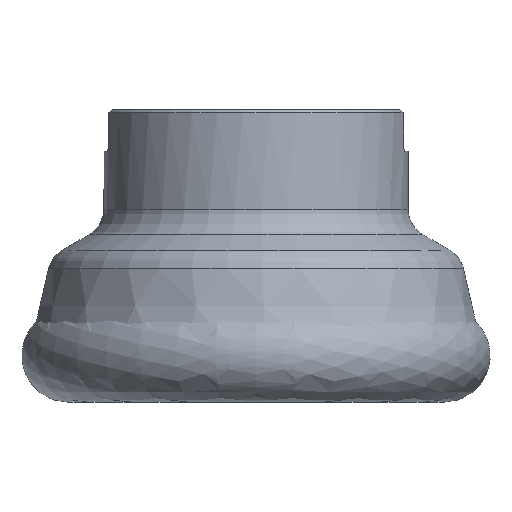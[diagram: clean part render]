
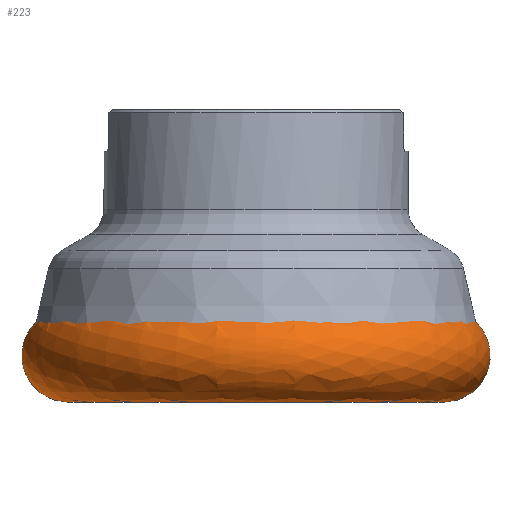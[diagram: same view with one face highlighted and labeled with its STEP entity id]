
A CAD part, left-side view. The second image highlights one B-rep face of the part: STEP entity #223.
In plain terms, the highlighted face is a revolution surface.
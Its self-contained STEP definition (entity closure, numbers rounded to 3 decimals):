
#223=ADVANCED_FACE('',(#319,#320),#285,.T.);
#285=SURFACE_OF_REVOLUTION('',#289,#287);
#287=AXIS1_PLACEMENT('',#1381,#1092);
#289=B_SPLINE_CURVE_WITH_KNOTS('',5,(#1369,#1370,#1371,#1372,#1373,#1374,
#1375,#1376,#1377,#1378,#1379,#1380),.UNSPECIFIED.,.F.,.F.,(6,1,1,1,1,1,
1,6),(0.,0.136,0.28,0.424,0.568,
0.712,0.856,1.),.UNSPECIFIED.);
#319=FACE_BOUND('',#375,.T.);
#320=FACE_BOUND('',#376,.T.);
#375=EDGE_LOOP('',(#465));
#376=EDGE_LOOP('',(#466));
#465=ORIENTED_EDGE('',*,*,#794,.F.);
#466=ORIENTED_EDGE('',*,*,#795,.T.);
#707=VERTEX_POINT('',#1366);
#708=VERTEX_POINT('',#1368);
#794=EDGE_CURVE('',#707,#707,#915,.T.);
#795=EDGE_CURVE('',#708,#708,#916,.T.);
#915=CIRCLE('',#965,31.754);
#916=CIRCLE('',#966,30.478);
#965=AXIS2_PLACEMENT_3D('',#1365,#1088,#1089);
#966=AXIS2_PLACEMENT_3D('',#1367,#1090,#1091);
#1088=DIRECTION('',(0.,0.,-1.));
#1089=DIRECTION('',(-1.,0.,0.));
#1090=DIRECTION('',(0.,0.,-1.));
#1091=DIRECTION('',(-1.,0.,0.));
#1092=DIRECTION('',(0.,0.,-1.));
#1365=CARTESIAN_POINT('',(0.,0.,-49.997));
#1366=CARTESIAN_POINT('',(-31.754,0.,-49.997));
#1367=CARTESIAN_POINT('',(0.,0.,-34.284));
#1368=CARTESIAN_POINT('',(-30.478,0.,-34.284));
#1369=CARTESIAN_POINT('',(30.478,0.,-34.284));
#1370=CARTESIAN_POINT('',(31.194,0.,-34.136));
#1371=CARTESIAN_POINT('',(32.701,0.,-34.001));
#1372=CARTESIAN_POINT('',(35.011,0.,-34.337));
#1373=CARTESIAN_POINT('',(37.812,0.,-35.883));
#1374=CARTESIAN_POINT('',(40.02,0.,-39.242));
#1375=CARTESIAN_POINT('',(40.388,0.,-43.286));
#1376=CARTESIAN_POINT('',(38.821,0.,-47.029));
#1377=CARTESIAN_POINT('',(36.325,0.,-49.098));
#1378=CARTESIAN_POINT('',(34.075,0.,-49.872));
#1379=CARTESIAN_POINT('',(32.526,0.,-50.017));
#1380=CARTESIAN_POINT('',(31.754,0.,-49.997));
#1381=CARTESIAN_POINT('',(0.,0.,0.));
